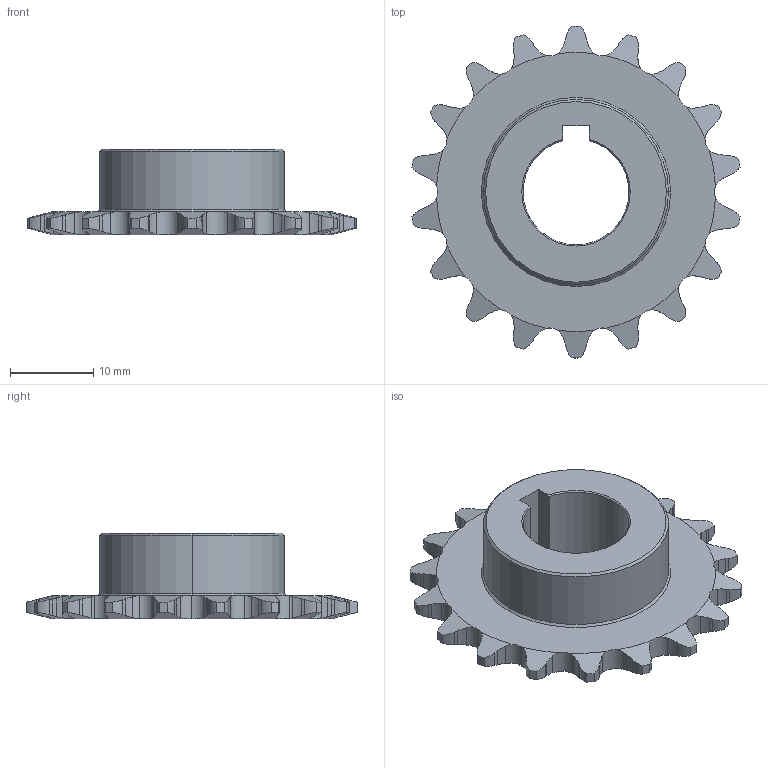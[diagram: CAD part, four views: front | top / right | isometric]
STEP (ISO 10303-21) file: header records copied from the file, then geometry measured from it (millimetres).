
FILE_DESCRIPTION (( 'STEP AP214' ), '1' );
FILE_NAME ('am-3618 - S25-18HA-500K.STEP', '2017-11-07T18:04:23', ( '' ), ( '' ), 'SwSTEP 2.0', 'SolidWorks 2017', '' );
FILE_SCHEMA (( 'AUTOMOTIVE_DESIGN' ));
Length unit declared in the file: inch
Products named in the file (1): am-3618 - S25-18HA-500K
Bounding box: 39.37 x 39.82 x 10.29 mm (x, y, z)
Volume: 4303.5 mm3; surface area: 3108.9 mm2
Topology: 1 solids, 1 shells, 212 faces, 619 edges, 410 vertices
Faces by surface type: cylinder 124, cone 46, plane 42
Entity records: 7609 total; most frequent: CARTESIAN_POINT 2430, ORIENTED_EDGE 1238, DIRECTION 871, EDGE_CURVE 619, VERTEX_POINT 410, AXIS2_PLACEMENT_3D 347, B_SPLINE_CURVE_WITH_KNOTS 308, EDGE_LOOP 215
